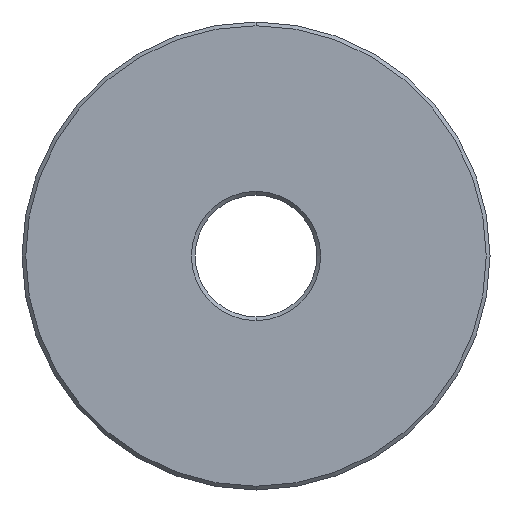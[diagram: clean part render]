
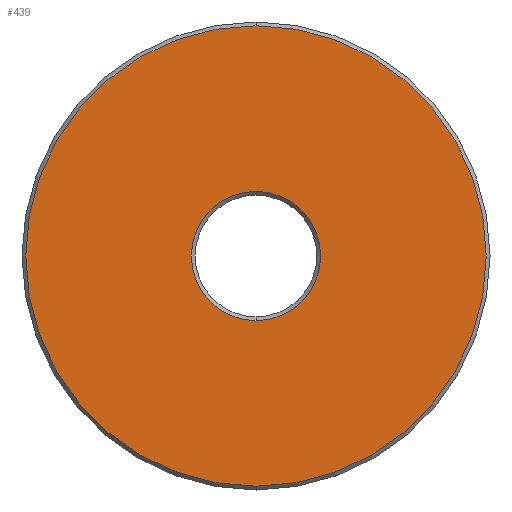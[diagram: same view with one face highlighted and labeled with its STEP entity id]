
A CAD part, front view. The second image highlights one B-rep face of the part: STEP entity #439.
In plain terms, the highlighted planar face has unit normal (0, -1, 0).
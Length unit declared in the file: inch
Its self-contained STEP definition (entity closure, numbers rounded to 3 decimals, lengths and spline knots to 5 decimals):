
#6 = DIRECTION ( 'NONE',  ( 0., 0., 1. ) ) ;
#52 = CARTESIAN_POINT ( 'NONE',  ( 0., 0., -0.1725 ) ) ;
#54 = AXIS2_PLACEMENT_3D ( 'NONE', #798, #150, #6 ) ;
#87 = EDGE_CURVE ( 'NONE', #912, #236, #206, .T. ) ;
#96 = CARTESIAN_POINT ( 'NONE',  ( 0., 0., 0. ) ) ;
#117 = ORIENTED_EDGE ( 'NONE', *, *, #87, .T. ) ;
#130 = CARTESIAN_POINT ( 'NONE',  ( 0., 0., -0.615 ) ) ;
#150 = DIRECTION ( 'NONE',  ( 0., 1., 0. ) ) ;
#152 = CARTESIAN_POINT ( 'NONE',  ( 0., 0., 0.615 ) ) ;
#174 = EDGE_LOOP ( 'NONE', ( #378, #117 ) ) ;
#206 = CIRCLE ( 'NONE', #523, 0.615 ) ;
#224 = ORIENTED_EDGE ( 'NONE', *, *, #257, .T. ) ;
#231 = AXIS2_PLACEMENT_3D ( 'NONE', #854, #772, #269 ) ;
#236 = VERTEX_POINT ( 'NONE', #152 ) ;
#257 = EDGE_CURVE ( 'NONE', #587, #567, #502, .T. ) ;
#259 = DIRECTION ( 'NONE',  ( 0., 0., 1. ) ) ;
#269 = DIRECTION ( 'NONE',  ( 0., 0., 1. ) ) ;
#332 = PLANE ( 'NONE',  #417 ) ;
#378 = ORIENTED_EDGE ( 'NONE', *, *, #713, .T. ) ;
#387 = ORIENTED_EDGE ( 'NONE', *, *, #561, .T. ) ;
#417 = AXIS2_PLACEMENT_3D ( 'NONE', #913, #463, #259 ) ;
#422 = AXIS2_PLACEMENT_3D ( 'NONE', #899, #450, #458 ) ;
#439 = ADVANCED_FACE ( 'NONE', ( #615, #910 ), #332, .F. ) ;
#450 = DIRECTION ( 'NONE',  ( 0., -1., 0. ) ) ;
#458 = DIRECTION ( 'NONE',  ( 0., 0., 1. ) ) ;
#463 = DIRECTION ( 'NONE',  ( 0., 1., 0. ) ) ;
#502 = CIRCLE ( 'NONE', #54, 0.1725 ) ;
#518 = DIRECTION ( 'NONE',  ( 0., 0., 1. ) ) ;
#523 = AXIS2_PLACEMENT_3D ( 'NONE', #96, #596, #518 ) ;
#561 = EDGE_CURVE ( 'NONE', #567, #587, #735, .T. ) ;
#567 = VERTEX_POINT ( 'NONE', #52 ) ;
#586 = CIRCLE ( 'NONE', #422, 0.615 ) ;
#587 = VERTEX_POINT ( 'NONE', #707 ) ;
#596 = DIRECTION ( 'NONE',  ( 0., -1., 0. ) ) ;
#615 = FACE_BOUND ( 'NONE', #805, .T. ) ;
#707 = CARTESIAN_POINT ( 'NONE',  ( 0., 0., 0.1725 ) ) ;
#713 = EDGE_CURVE ( 'NONE', #236, #912, #586, .T. ) ;
#735 = CIRCLE ( 'NONE', #231, 0.1725 ) ;
#772 = DIRECTION ( 'NONE',  ( 0., 1., 0. ) ) ;
#798 = CARTESIAN_POINT ( 'NONE',  ( 0., 0., 0. ) ) ;
#805 = EDGE_LOOP ( 'NONE', ( #387, #224 ) ) ;
#854 = CARTESIAN_POINT ( 'NONE',  ( 0., 0., 0. ) ) ;
#899 = CARTESIAN_POINT ( 'NONE',  ( 0., 0., 0. ) ) ;
#910 = FACE_OUTER_BOUND ( 'NONE', #174, .T. ) ;
#912 = VERTEX_POINT ( 'NONE', #130 ) ;
#913 = CARTESIAN_POINT ( 'NONE',  ( -0.625, 0., 0. ) ) ;
